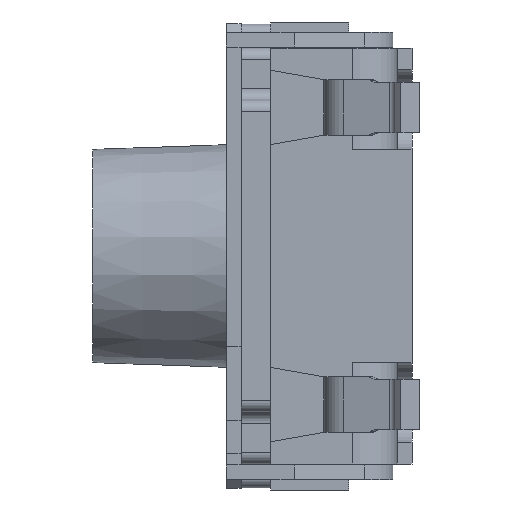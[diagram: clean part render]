
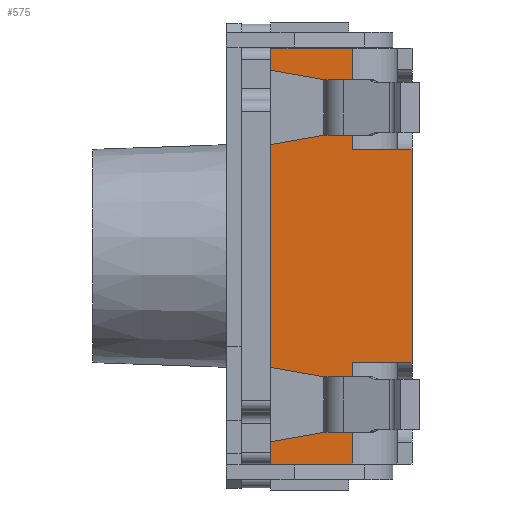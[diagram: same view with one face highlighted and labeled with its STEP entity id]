
A CAD part, left-side view. The second image highlights one B-rep face of the part: STEP entity #575.
In plain terms, the highlighted planar face has unit normal (-1, 0, 0).
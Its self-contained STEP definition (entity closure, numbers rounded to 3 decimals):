
#575 = ADVANCED_FACE( '', ( #1191 ), #1192, .T. );
#1191 = FACE_OUTER_BOUND( '', #1878, .T. );
#1192 = PLANE( '', #1879 );
#1878 = EDGE_LOOP( '', ( #3289, #3290, #3291, #3292, #3293, #3294, #3295, #3296, #3297, #3298, #3299, #3300, #3301, #3302, #3303, #3304, #3305, #3306, #3307, #3308 ) );
#1879 = AXIS2_PLACEMENT_3D( '', #3309, #3310, #3311 );
#3289 = ORIENTED_EDGE( '', *, *, #4906, .F. );
#3290 = ORIENTED_EDGE( '', *, *, #4425, .T. );
#3291 = ORIENTED_EDGE( '', *, *, #4841, .T. );
#3292 = ORIENTED_EDGE( '', *, *, #4438, .F. );
#3293 = ORIENTED_EDGE( '', *, *, #4907, .T. );
#3294 = ORIENTED_EDGE( '', *, *, #4378, .F. );
#3295 = ORIENTED_EDGE( '', *, *, #4908, .F. );
#3296 = ORIENTED_EDGE( '', *, *, #4552, .F. );
#3297 = ORIENTED_EDGE( '', *, *, #4909, .F. );
#3298 = ORIENTED_EDGE( '', *, *, #4910, .F. );
#3299 = ORIENTED_EDGE( '', *, *, #4911, .F. );
#3300 = ORIENTED_EDGE( '', *, *, #4401, .F. );
#3301 = ORIENTED_EDGE( '', *, *, #4912, .F. );
#3302 = ORIENTED_EDGE( '', *, *, #4632, .F. );
#3303 = ORIENTED_EDGE( '', *, *, #4904, .F. );
#3304 = ORIENTED_EDGE( '', *, *, #4707, .F. );
#3305 = ORIENTED_EDGE( '', *, *, #4913, .F. );
#3306 = ORIENTED_EDGE( '', *, *, #4397, .F. );
#3307 = ORIENTED_EDGE( '', *, *, #4789, .F. );
#3308 = ORIENTED_EDGE( '', *, *, #4914, .T. );
#3309 = CARTESIAN_POINT( '', ( -3.15, -1.9, -2.8 ) );
#3310 = DIRECTION( '', ( -1., 0., 0. ) );
#3311 = DIRECTION( '', ( 0., 0., 1. ) );
#4378 = EDGE_CURVE( '', #5260, #5263, #5264, .T. );
#4397 = EDGE_CURVE( '', #5298, #5300, #5301, .T. );
#4401 = EDGE_CURVE( '', #5306, #5308, #5309, .T. );
#4425 = EDGE_CURVE( '', #5353, #5351, #5354, .T. );
#4438 = EDGE_CURVE( '', #5375, #5377, #5378, .T. );
#4552 = EDGE_CURVE( '', #5575, #5576, #5577, .T. );
#4632 = EDGE_CURVE( '', #5703, #5704, #5705, .T. );
#4707 = EDGE_CURVE( '', #5819, #5820, #5821, .T. );
#4789 = EDGE_CURVE( '', #5943, #5298, #5945, .T. );
#4841 = EDGE_CURVE( '', #5351, #5377, #6017, .T. );
#4904 = EDGE_CURVE( '', #5820, #5703, #6104, .T. );
#4906 = EDGE_CURVE( '', #5353, #6106, #6107, .T. );
#4907 = EDGE_CURVE( '', #5375, #5263, #6108, .T. );
#4908 = EDGE_CURVE( '', #5576, #5260, #6109, .T. );
#4909 = EDGE_CURVE( '', #6110, #5575, #6111, .T. );
#4910 = EDGE_CURVE( '', #6112, #6110, #6113, .T. );
#4911 = EDGE_CURVE( '', #5308, #6112, #6114, .T. );
#4912 = EDGE_CURVE( '', #5704, #5306, #6115, .T. );
#4913 = EDGE_CURVE( '', #5300, #5819, #6116, .T. );
#4914 = EDGE_CURVE( '', #5943, #6106, #6117, .T. );
#5260 = VERTEX_POINT( '', #6546 );
#5263 = VERTEX_POINT( '', #6550 );
#5264 = LINE( '', #6551, #6552 );
#5298 = VERTEX_POINT( '', #6603 );
#5300 = VERTEX_POINT( '', #6606 );
#5301 = LINE( '', #6607, #6608 );
#5306 = VERTEX_POINT( '', #6615 );
#5308 = VERTEX_POINT( '', #6618 );
#5309 = LINE( '', #6619, #6620 );
#5351 = VERTEX_POINT( '', #6677 );
#5353 = VERTEX_POINT( '', #6680 );
#5354 = LINE( '', #6681, #6682 );
#5375 = VERTEX_POINT( '', #6711 );
#5377 = VERTEX_POINT( '', #6713 );
#5378 = LINE( '', #6714, #6715 );
#5575 = VERTEX_POINT( '', #6985 );
#5576 = VERTEX_POINT( '', #6986 );
#5577 = LINE( '', #6987, #6988 );
#5703 = VERTEX_POINT( '', #7166 );
#5704 = VERTEX_POINT( '', #7167 );
#5705 = LINE( '', #7168, #7169 );
#5819 = VERTEX_POINT( '', #7335 );
#5820 = VERTEX_POINT( '', #7336 );
#5821 = LINE( '', #7337, #7338 );
#5943 = VERTEX_POINT( '', #7515 );
#5945 = LINE( '', #7517, #7518 );
#6017 = LINE( '', #7621, #7622 );
#6104 = LINE( '', #7746, #7747 );
#6106 = VERTEX_POINT( '', #7749 );
#6107 = LINE( '', #7750, #7751 );
#6108 = LINE( '', #7752, #7753 );
#6109 = LINE( '', #7754, #7755 );
#6110 = VERTEX_POINT( '', #7756 );
#6111 = LINE( '', #7757, #7758 );
#6112 = VERTEX_POINT( '', #7759 );
#6113 = LINE( '', #7760, #7761 );
#6114 = LINE( '', #7762, #7763 );
#6115 = LINE( '', #7764, #7765 );
#6116 = LINE( '', #7766, #7767 );
#6117 = LINE( '', #7768, #7769 );
#6546 = CARTESIAN_POINT( '', ( -3.15, 0., 2.501 ) );
#6550 = CARTESIAN_POINT( '', ( -3.15, 0., 2.8 ) );
#6551 = CARTESIAN_POINT( '', ( -3.15, 0., -2.8 ) );
#6552 = VECTOR( '', #8227, 1000. );
#6603 = CARTESIAN_POINT( '', ( -3.15, 0., -2.8 ) );
#6606 = CARTESIAN_POINT( '', ( -3.15, 0., -2.501 ) );
#6607 = CARTESIAN_POINT( '', ( -3.15, 0., -2.8 ) );
#6608 = VECTOR( '', #8246, 1000. );
#6615 = CARTESIAN_POINT( '', ( -3.15, 0., -1.499 ) );
#6618 = CARTESIAN_POINT( '', ( -3.15, 0., 1.499 ) );
#6619 = CARTESIAN_POINT( '', ( -3.15, 0., -2.8 ) );
#6620 = VECTOR( '', #8250, 1000. );
#6677 = CARTESIAN_POINT( '', ( -3.15, -1.9, 1.435 ) );
#6680 = CARTESIAN_POINT( '', ( -3.15, -1.9, -1.435 ) );
#6681 = CARTESIAN_POINT( '', ( -3.15, -1.9, -2.8 ) );
#6682 = VECTOR( '', #8282, 1000. );
#6711 = CARTESIAN_POINT( '', ( -3.15, -1.1, 2.8 ) );
#6713 = CARTESIAN_POINT( '', ( -3.15, -1.1, 1.435 ) );
#6714 = CARTESIAN_POINT( '', ( -3.15, -1.1, 3.435 ) );
#6715 = VECTOR( '', #8300, 1000. );
#6985 = CARTESIAN_POINT( '', ( -3.15, -0.964, 2.375 ) );
#6986 = CARTESIAN_POINT( '', ( -3.15, -0.714, 2.375 ) );
#6987 = CARTESIAN_POINT( '', ( -3.15, -1.9, 2.375 ) );
#6988 = VECTOR( '', #8431, 1000. );
#7166 = CARTESIAN_POINT( '', ( -3.15, -0.964, -1.625 ) );
#7167 = CARTESIAN_POINT( '', ( -3.15, -0.714, -1.625 ) );
#7168 = CARTESIAN_POINT( '', ( -3.15, -1.9, -1.625 ) );
#7169 = VECTOR( '', #8508, 1000. );
#7335 = CARTESIAN_POINT( '', ( -3.15, -0.714, -2.375 ) );
#7336 = CARTESIAN_POINT( '', ( -3.15, -0.964, -2.375 ) );
#7337 = CARTESIAN_POINT( '', ( -3.15, -1.9, -2.375 ) );
#7338 = VECTOR( '', #8582, 1000. );
#7515 = CARTESIAN_POINT( '', ( -3.15, -1.1, -2.8 ) );
#7517 = CARTESIAN_POINT( '', ( -3.15, -1.9, -2.8 ) );
#7518 = VECTOR( '', #8668, 1000. );
#7621 = CARTESIAN_POINT( '', ( -3.15, -1.9, 1.435 ) );
#7622 = VECTOR( '', #8718, 1000. );
#7746 = CARTESIAN_POINT( '', ( -3.15, -0.964, -2.8 ) );
#7747 = VECTOR( '', #8786, 1000. );
#7749 = CARTESIAN_POINT( '', ( -3.15, -1.1, -1.435 ) );
#7750 = CARTESIAN_POINT( '', ( -3.15, -1.9, -1.435 ) );
#7751 = VECTOR( '', #8787, 1000. );
#7752 = CARTESIAN_POINT( '', ( -3.15, -1.9, 2.8 ) );
#7753 = VECTOR( '', #8788, 1000. );
#7754 = CARTESIAN_POINT( '', ( -3.15, -2.749, 2.016 ) );
#7755 = VECTOR( '', #8789, 1000. );
#7756 = CARTESIAN_POINT( '', ( -3.15, -0.964, 1.625 ) );
#7757 = CARTESIAN_POINT( '', ( -3.15, -0.964, -2.8 ) );
#7758 = VECTOR( '', #8790, 1000. );
#7759 = CARTESIAN_POINT( '', ( -3.15, -0.714, 1.625 ) );
#7760 = CARTESIAN_POINT( '', ( -3.15, -1.9, 1.625 ) );
#7761 = VECTOR( '', #8791, 1000. );
#7762 = CARTESIAN_POINT( '', ( -3.15, -1.108, 1.694 ) );
#7763 = VECTOR( '', #8792, 1000. );
#7764 = CARTESIAN_POINT( '', ( -3.15, -2.065, -1.863 ) );
#7765 = VECTOR( '', #8793, 1000. );
#7766 = CARTESIAN_POINT( '', ( -3.15, -1.792, -2.185 ) );
#7767 = VECTOR( '', #8794, 1000. );
#7768 = CARTESIAN_POINT( '', ( -3.15, -1.1, -3.435 ) );
#7769 = VECTOR( '', #8795, 1000. );
#8227 = DIRECTION( '', ( 0., 0., 1. ) );
#8246 = DIRECTION( '', ( 0., 0., 1. ) );
#8250 = DIRECTION( '', ( 0., 0., 1. ) );
#8282 = DIRECTION( '', ( 0., 0., 1. ) );
#8300 = DIRECTION( '', ( 0., 0., -1. ) );
#8431 = DIRECTION( '', ( 0., 1., 0. ) );
#8508 = DIRECTION( '', ( 0., 1., 0. ) );
#8582 = DIRECTION( '', ( 0., -1., 0. ) );
#8668 = DIRECTION( '', ( 0., 1., 0. ) );
#8718 = DIRECTION( '', ( 0., 1., 0. ) );
#8786 = DIRECTION( '', ( 0., 0., 1. ) );
#8787 = DIRECTION( '', ( 0., 1., 0. ) );
#8788 = DIRECTION( '', ( 0., 1., 0. ) );
#8789 = DIRECTION( '', ( 0., 0.985, 0.174 ) );
#8790 = DIRECTION( '', ( 0., 0., 1. ) );
#8791 = DIRECTION( '', ( 0., -1., 0. ) );
#8792 = DIRECTION( '', ( 0., -0.985, 0.174 ) );
#8793 = DIRECTION( '', ( 0., 0.985, 0.174 ) );
#8794 = DIRECTION( '', ( 0., -0.985, 0.174 ) );
#8795 = DIRECTION( '', ( 0., 0., 1. ) );
